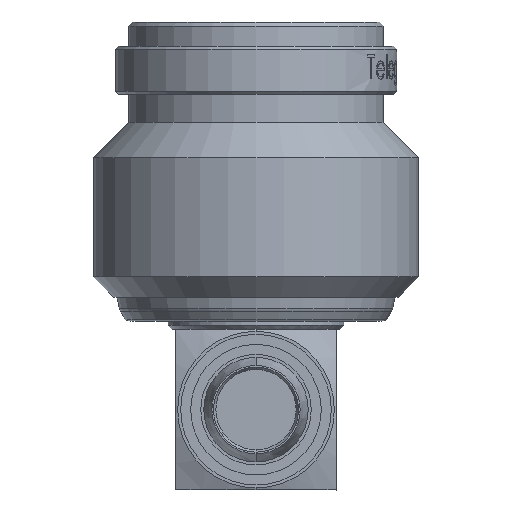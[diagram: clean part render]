
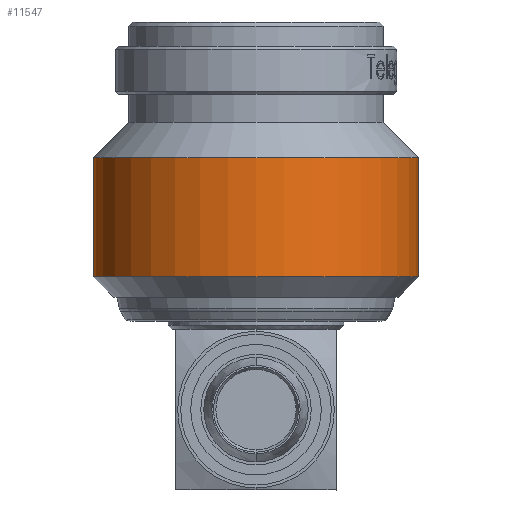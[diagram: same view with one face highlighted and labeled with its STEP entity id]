
A CAD part, front view. The second image highlights one B-rep face of the part: STEP entity #11547.
In plain terms, the highlighted cylindrical face has radius 8.1 mm (diameter 16.2 mm), a partial arc.
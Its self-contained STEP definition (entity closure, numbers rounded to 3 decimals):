
#113 = VECTOR ( 'NONE', #17338, 1000. ) ;
#159 = CARTESIAN_POINT ( 'NONE',  ( 8.1, 0., -5.45 ) ) ;
#1330 = ORIENTED_EDGE ( 'NONE', *, *, #4151, .F. ) ;
#2468 = DIRECTION ( 'NONE',  ( 0., 0., 1. ) ) ;
#3018 = FACE_OUTER_BOUND ( 'NONE', #10962, .T. ) ;
#3281 = LINE ( 'NONE', #18505, #7188 ) ;
#3771 = DIRECTION ( 'NONE',  ( 0., 0., 1. ) ) ;
#4151 = EDGE_CURVE ( 'NONE', #10074, #18775, #4458, .T. ) ;
#4155 = DIRECTION ( 'NONE',  ( 1., 0., 0. ) ) ;
#4458 = LINE ( 'NONE', #16762, #113 ) ;
#6612 = DIRECTION ( 'NONE',  ( 0., 0., 1. ) ) ;
#7188 = VECTOR ( 'NONE', #2468, 1000. ) ;
#7308 = CIRCLE ( 'NONE', #14091, 8.1 ) ;
#8000 = VERTEX_POINT ( 'NONE', #159 ) ;
#8280 = CIRCLE ( 'NONE', #14914, 8.1 ) ;
#8337 = EDGE_CURVE ( 'NONE', #12637, #8000, #3281, .T. ) ;
#8901 = AXIS2_PLACEMENT_3D ( 'NONE', #18560, #12797, #4155 ) ;
#9561 = CARTESIAN_POINT ( 'NONE',  ( -8.1, 0., -11.375 ) ) ;
#10074 = VERTEX_POINT ( 'NONE', #9561 ) ;
#10359 = ORIENTED_EDGE ( 'NONE', *, *, #16702, .T. ) ;
#10962 = EDGE_LOOP ( 'NONE', ( #1330, #10359, #12020, #12054 ) ) ;
#11547 = ADVANCED_FACE ( 'NONE', ( #3018 ), #12365, .T. ) ;
#12020 = ORIENTED_EDGE ( 'NONE', *, *, #8337, .T. ) ;
#12054 = ORIENTED_EDGE ( 'NONE', *, *, #14535, .F. ) ;
#12365 = CYLINDRICAL_SURFACE ( 'NONE', #8901, 8.1 ) ;
#12500 = CARTESIAN_POINT ( 'NONE',  ( 0., 0., -5.45 ) ) ;
#12637 = VERTEX_POINT ( 'NONE', #12877 ) ;
#12797 = DIRECTION ( 'NONE',  ( 0., 0., 1. ) ) ;
#12877 = CARTESIAN_POINT ( 'NONE',  ( 8.1, 0., -11.375 ) ) ;
#13939 = DIRECTION ( 'NONE',  ( 1., 0., 0. ) ) ;
#14091 = AXIS2_PLACEMENT_3D ( 'NONE', #12500, #3771, #13939 ) ;
#14535 = EDGE_CURVE ( 'NONE', #18775, #8000, #7308, .T. ) ;
#14914 = AXIS2_PLACEMENT_3D ( 'NONE', #15291, #6612, #16746 ) ;
#15140 = CARTESIAN_POINT ( 'NONE',  ( -8.1, 0., -5.45 ) ) ;
#15291 = CARTESIAN_POINT ( 'NONE',  ( 0., 0., -11.375 ) ) ;
#16702 = EDGE_CURVE ( 'NONE', #10074, #12637, #8280, .T. ) ;
#16746 = DIRECTION ( 'NONE',  ( 1., 0., 0. ) ) ;
#16762 = CARTESIAN_POINT ( 'NONE',  ( -8.1, 0., 1.3 ) ) ;
#17338 = DIRECTION ( 'NONE',  ( 0., 0., 1. ) ) ;
#18505 = CARTESIAN_POINT ( 'NONE',  ( 8.1, 0., 1.3 ) ) ;
#18560 = CARTESIAN_POINT ( 'NONE',  ( 0., 0., 1.3 ) ) ;
#18775 = VERTEX_POINT ( 'NONE', #15140 ) ;
